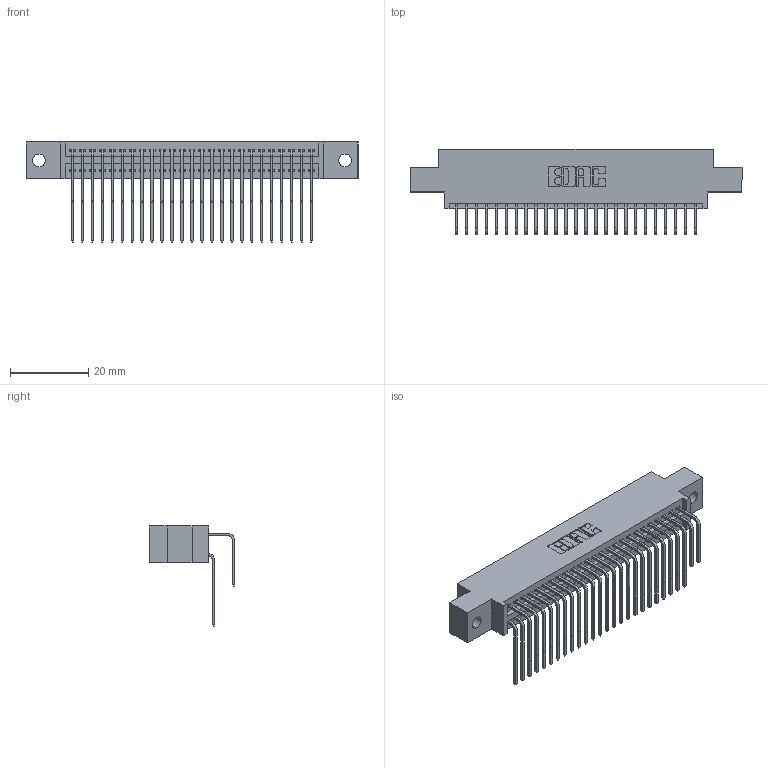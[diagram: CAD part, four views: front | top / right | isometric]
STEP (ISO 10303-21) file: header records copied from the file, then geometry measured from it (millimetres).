
FILE_DESCRIPTION (( 'STEP AP203' ), '1' );
FILE_NAME ('345-050-558-802.STEP', '2019-10-29T13:12:34', ( '' ), ( '' ), 'SwSTEP 2.0', 'SolidWorks 2016', '' );
FILE_SCHEMA (( 'CONFIG_CONTROL_DESIGN' ));
Length unit declared in the file: inch
Products named in the file (4): 345-050-558-802; 345 Part_0.170 Offset - 0.128 Dia; 345-292-001_558 Tail - 2; 345-292-001_558 559 Tail - 1
Assembly tree (51 placements, depth 2):
  345-050-558-802
    345 Part_0.170 Offset - 0.128 Dia
    345-292-001_558 559 Tail - 1  x25
    345-292-001_558 Tail - 2  x25
Bounding box: 84.71 x 21.83 x 25.53 mm (x, y, z)
Volume: 8209.3 mm3; surface area: 13032.5 mm2
Topology: 51 solids, 51 shells, 2730 faces, 8103 edges, 5334 vertices
Faces by surface type: plane 1834, cylinder 896
Entity records: 23691 total; most frequent: CARTESIAN_POINT 4035, ORIENTED_EDGE 3918, DIRECTION 3551, EDGE_CURVE 1959, LINE 1687, VECTOR 1687, VERTEX_POINT 1302, AXIS2_PLACEMENT_3D 932
